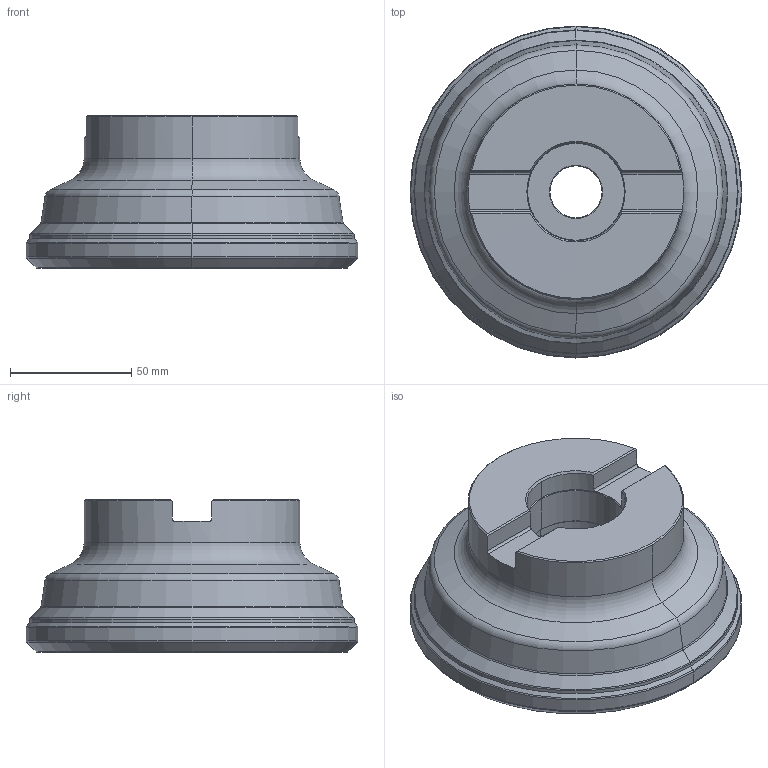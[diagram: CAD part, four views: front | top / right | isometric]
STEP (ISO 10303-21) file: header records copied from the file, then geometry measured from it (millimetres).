
FILE_DESCRIPTION((''),'2;1');
FILE_NAME('DEX','2022-03-23T07:28:45',('AngeleS'),(''),'CREO PARAMETRIC BY PTC INC, 2019030','CREO PARAMETRIC BY PTC INC, 2019030','');
FILE_SCHEMA(('AP242_MANAGED_MODEL_BASED_3D_ENGINEERING_MIM_LF { 1 0 10303 442 1 1 4 }'));
Length unit declared in the file: millimetre
Products named in the file (1): DEX
Bounding box: 137.01 x 137.01 x 63 mm (x, y, z)
Volume: 516213.5 mm3; surface area: 52456.8 mm2
Topology: 1 solids, 1 shells, 93 faces, 214 edges, 129 vertices
Faces by surface type: cone 30, torus 26, cylinder 20, plane 17
Entity records: 3765 total; most frequent: CARTESIAN_POINT 718, DIRECTION 509, ORIENTED_EDGE 416, PRESENTATION_STYLE_ASSIGNMENT 229, AXIS2_PLACEMENT_3D 223, STYLED_ITEM 218, CURVE_STYLE 217, EDGE_CURVE 208
